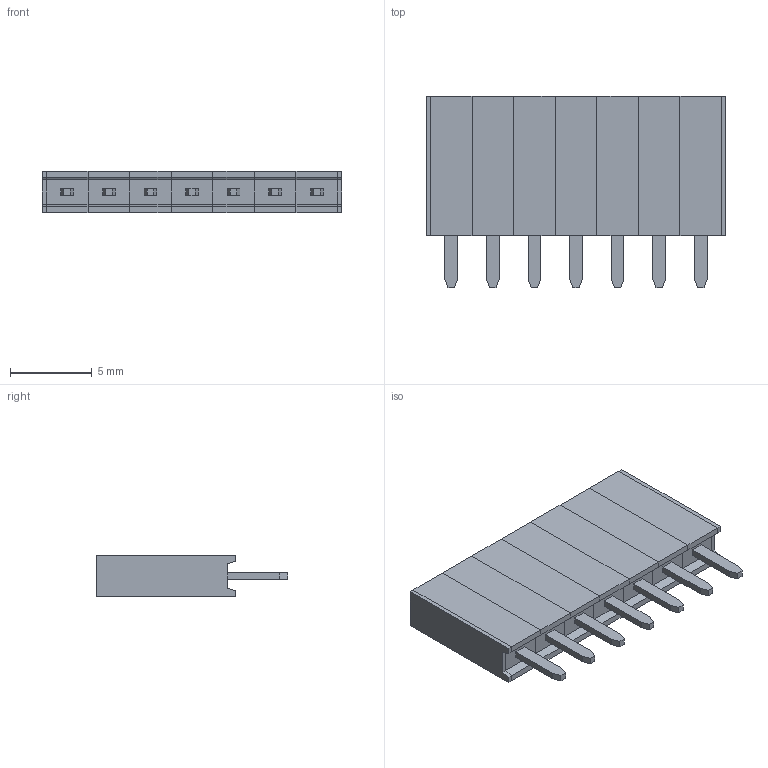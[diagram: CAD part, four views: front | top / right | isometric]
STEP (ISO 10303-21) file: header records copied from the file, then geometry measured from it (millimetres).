
FILE_DESCRIPTION (( 'STEP AP214' ), '1' );
FILE_NAME ('NPPC071LFBN-RC.STEP', '2024-10-30T12:14:17', ( '' ), ( '' ), 'SwSTEP 2.0', 'SolidWorks 2021', '' );
FILE_SCHEMA (( 'AUTOMOTIVE_DESIGN' ));
Length unit declared in the file: millimetre
Products named in the file (3): PPPC021LFBN-RC_C07; NPPC071LFBN-RC; Pin - Gold
Assembly tree (8 placements, depth 2):
  NPPC071LFBN-RC
    PPPC021LFBN-RC_C07
    Pin - Gold  x7
Bounding box: 18.29 x 11.71 x 2.54 mm (x, y, z)
Volume: 379.7 mm3; surface area: 879.1 mm2
Topology: 16 solids, 16 shells, 209 faces, 482 edges, 312 vertices
Faces by surface type: plane 209
Entity records: 4674 total; most frequent: CARTESIAN_POINT 786, ORIENTED_EDGE 748, DIRECTION 718, LINE 374, VECTOR 374, EDGE_CURVE 374, VERTEX_POINT 240, AXIS2_PLACEMENT_3D 172
